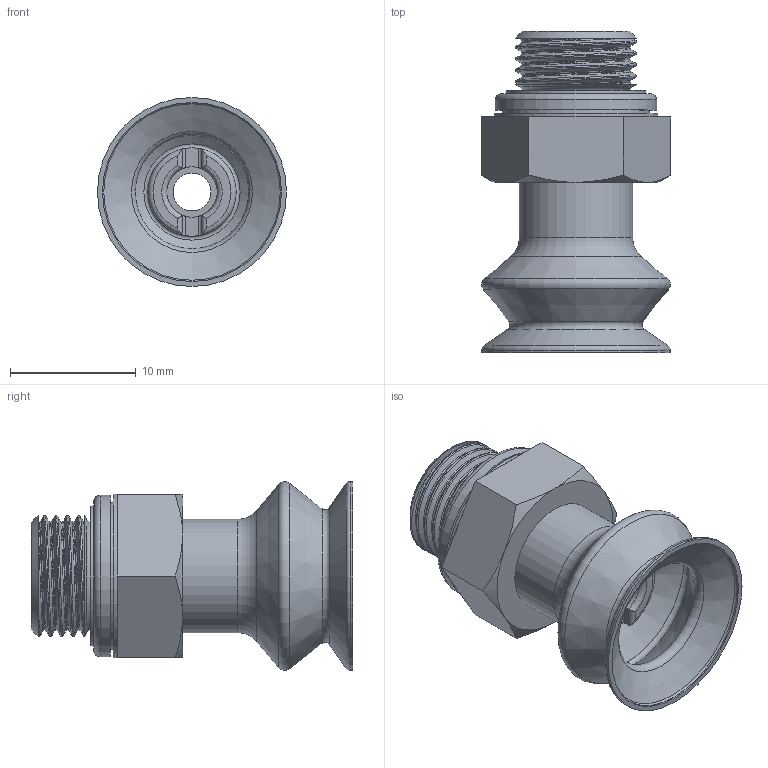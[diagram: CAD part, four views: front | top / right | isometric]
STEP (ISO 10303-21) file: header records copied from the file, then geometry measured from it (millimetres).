
FILE_DESCRIPTION(/* description */ (''),/* implementation_level */ '2;1');
FILE_NAME(/* name */ 'Lille Sugekop.step',/* time_stamp */ '2022-04-20T14:27:50+02:00',/* author */ (''),/* organization */ (''),/* preprocessor_version */ 'ST-DEVELOPER v18.1',/* originating_system */ 'Autodesk Translation Framework v10.14.0.1471',/* authorisation */ '');
FILE_SCHEMA (('AUTOMOTIVE_DESIGN { 1 0 10303 214 3 1 1 }'));
Length unit declared in the file: millimetre
Products named in the file (1): 1395671_VASB-15-1_8-PUR-B
Bounding box: 15.01 x 25.5 x 15 mm (x, y, z)
Volume: 1848.4 mm3; surface area: 2166 mm2
Topology: 1 solids, 1 shells, 91 faces, 206 edges, 124 vertices
Faces by surface type: plane 31, cylinder 25, cone 15, torus 14, bspline 6
Full cylindrical faces by diameter (mm): 3 x1, 4 x1, 7 x1, 8.566 x4, 9 x1, 9.8 x1, 11.1 x1, 11.6 x1, 12.8 x1, 13 x1, 14.2 x1, 15 x1
Entity records: 5031 total; most frequent: CARTESIAN_POINT 3004, ORIENTED_EDGE 412, DIRECTION 405, EDGE_CURVE 206, AXIS2_PLACEMENT_3D 169, VERTEX_POINT 124, EDGE_LOOP 100, FACE_OUTER_BOUND 91
